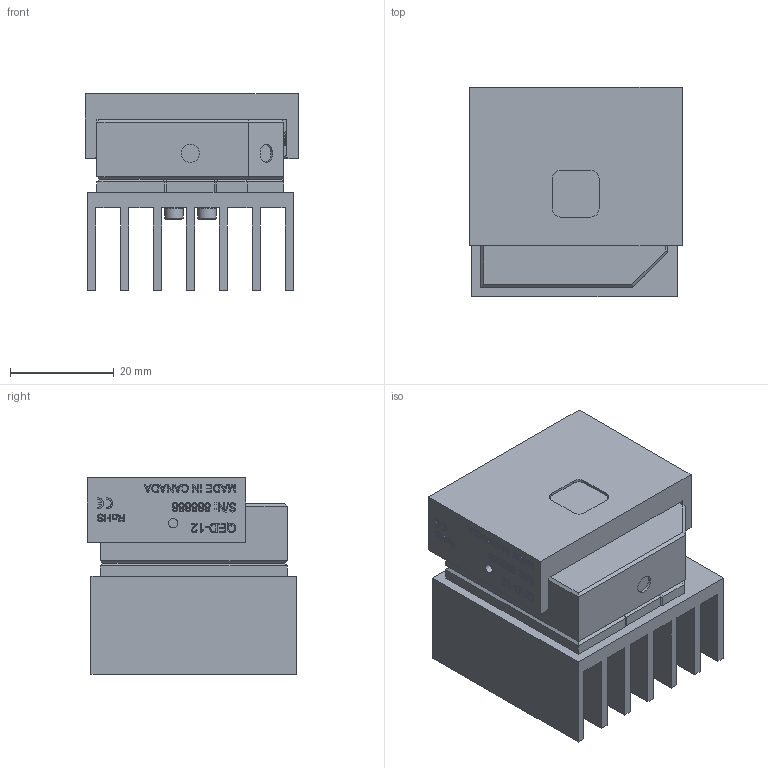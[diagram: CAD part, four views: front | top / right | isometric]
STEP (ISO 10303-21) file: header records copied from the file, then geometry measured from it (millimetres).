
FILE_DESCRIPTION (( 'STEP AP203' ), '1' );
FILE_NAME ('SK-9689 UP12LP-H-MB-QED.STEP', '2017-08-10T14:34:38', ( '' ), ( '' ), 'SwSTEP 2.0', 'SolidWorks 2016', '' );
FILE_SCHEMA (( 'CONFIG_CONTROL_DESIGN' ));
Length unit declared in the file: millimetre
Products named in the file (1): SK-9689 UP12LP-H-MB-QED
Bounding box: 41.11 x 40.3 x 37.88 mm (x, y, z)
Volume: 36723.3 mm3; surface area: 18148.4 mm2
Topology: 1 solids, 8 shells, 2487 faces, 7121 edges, 4717 vertices
Faces by surface type: plane 2275, cylinder 160, cone 44, bspline 6, torus 2
Entity records: 82758 total; most frequent: CARTESIAN_POINT 18236, ORIENTED_EDGE 14242, DIRECTION 11994, EDGE_CURVE 7121, VECTOR 6690, LINE 6690, VERTEX_POINT 4717, AXIS2_PLACEMENT_3D 2652
